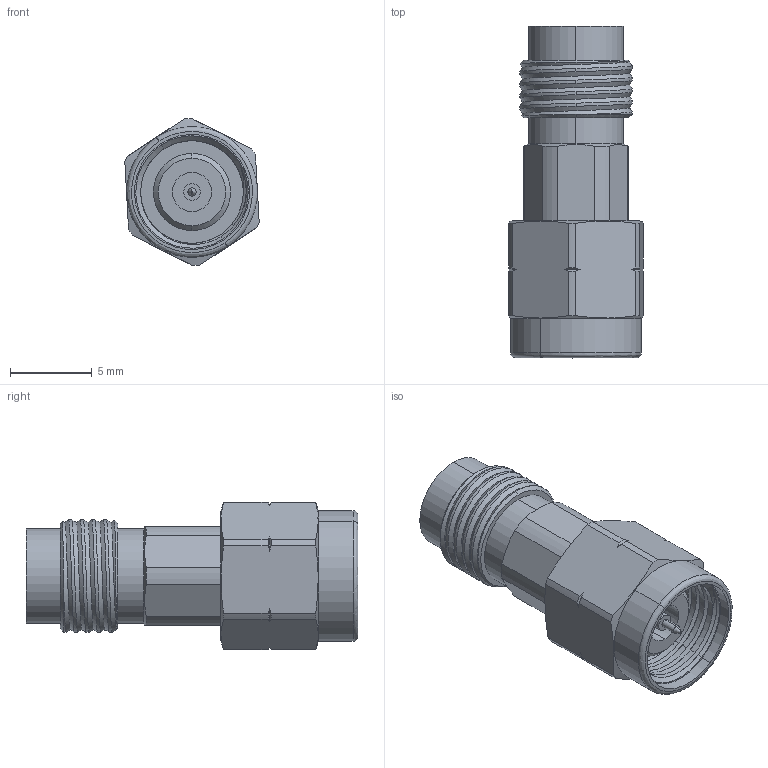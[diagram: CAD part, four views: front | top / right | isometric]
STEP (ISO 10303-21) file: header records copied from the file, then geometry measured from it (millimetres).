
FILE_DESCRIPTION (( 'STEP AP214' ), '1' );
FILE_NAME ('CB-2-050-3.STEP', '2025-09-15T18:26:56', ( '' ), ( '' ), 'SwSTEP 2.0', 'SolidWorks 2021', '' );
FILE_SCHEMA (( 'AUTOMOTIVE_DESIGN' ));
Length unit declared in the file: inch
Products named in the file (1): CB-2-050-3
Bounding box: 8.21 x 20.3 x 9 mm (x, y, z)
Volume: 652.4 mm3; surface area: 966.6 mm2
Topology: 3 solids, 3 shells, 137 faces, 342 edges, 224 vertices
Faces by surface type: cylinder 69, plane 32, cone 30, bspline 6
Entity records: 8440 total; most frequent: CARTESIAN_POINT 3468, ORIENTED_EDGE 684, DIRECTION 622, EDGE_CURVE 342, AXIS2_PLACEMENT_3D 255, VERTEX_POINT 224, EDGE_LOOP 152, DIMENSIONAL_EXPONENTS 141
